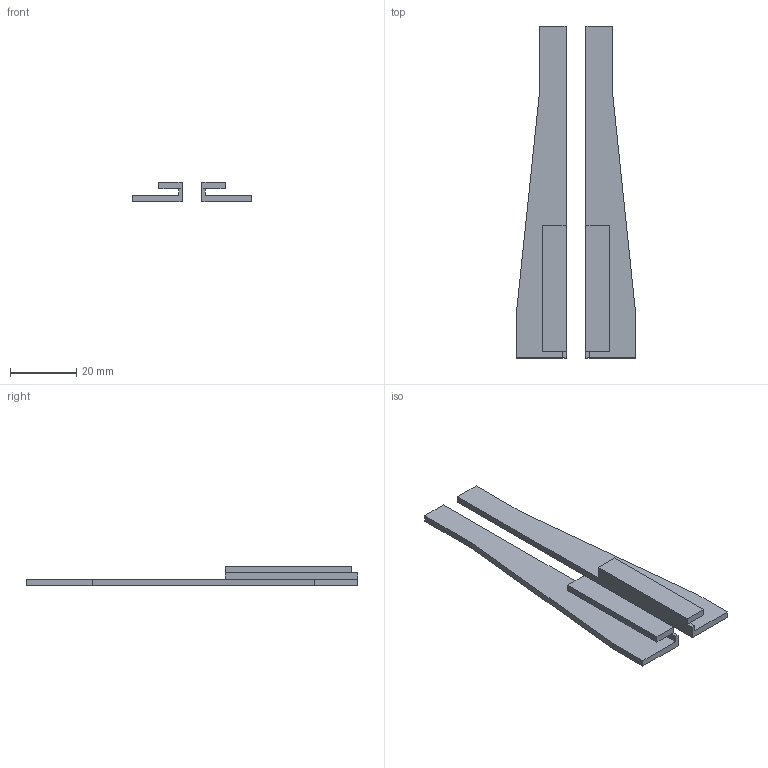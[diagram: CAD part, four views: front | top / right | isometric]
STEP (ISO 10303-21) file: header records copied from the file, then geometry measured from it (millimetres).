
FILE_DESCRIPTION(/* description */ (''),/* implementation_level */ '2;1');
FILE_NAME(/* name */ 'Stoper ADXL345.step',/* time_stamp */ '2022-08-04T22:34:20+03:00',/* author */ (''),/* organization */ (''),/* preprocessor_version */ 'ST-DEVELOPER v19',/* originating_system */ 'Autodesk Translation Framework v11.7.0.108',/* authorisation */ '');
FILE_SCHEMA (('AUTOMOTIVE_DESIGN { 1 0 10303 214 3 1 1 }'));
Length unit declared in the file: millimetre
Products named in the file (1): Упор стоппер
Bounding box: 36 x 100 x 5.9 mm (x, y, z)
Volume: 5718 mm3; surface area: 6979.1 mm2
Topology: 2 solids, 2 shells, 30 faces, 76 edges, 50 vertices
Faces by surface type: plane 30
Entity records: 916 total; most frequent: CARTESIAN_POINT 157, ORIENTED_EDGE 152, DIRECTION 138, LINE 76, VECTOR 76, EDGE_CURVE 76, VERTEX_POINT 50, AXIS2_PLACEMENT_3D 31
